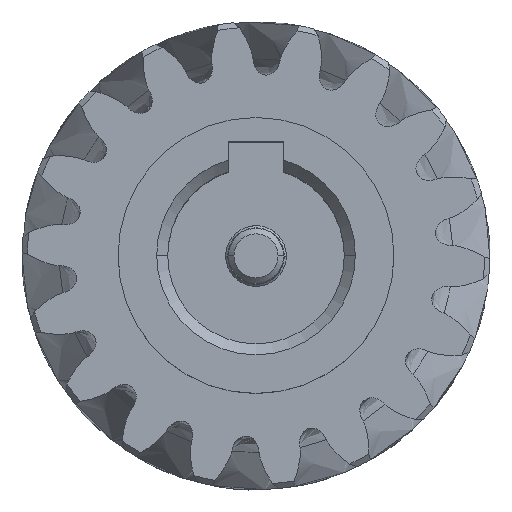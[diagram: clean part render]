
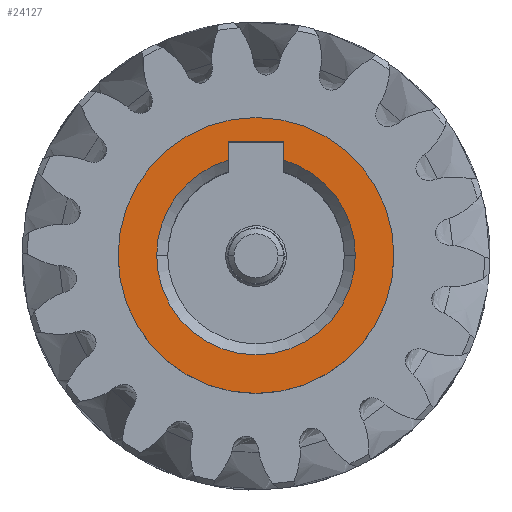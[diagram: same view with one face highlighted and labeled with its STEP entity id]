
A CAD part, top view. The second image highlights one B-rep face of the part: STEP entity #24127.
In plain terms, the highlighted planar face has unit normal (0, 0, 1).
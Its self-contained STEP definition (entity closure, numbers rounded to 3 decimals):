
#1319 = AXIS2_PLACEMENT_3D ( 'NONE', #116929, #34845, #71991 ) ;
#5555 = CARTESIAN_POINT ( 'NONE',  ( -2.5, 10.3, 0. ) ) ;
#6045 = CARTESIAN_POINT ( 'NONE',  ( -2.5, 8.646, 0. ) ) ;
#6242 = ORIENTED_EDGE ( 'NONE', *, *, #21540, .T. ) ;
#7339 = LINE ( 'NONE', #32507, #40138 ) ;
#9779 = VECTOR ( 'NONE', #15335, 1000. ) ;
#14128 = VERTEX_POINT ( 'NONE', #112360 ) ;
#15223 = ORIENTED_EDGE ( 'NONE', *, *, #98909, .T. ) ;
#15335 = DIRECTION ( 'NONE',  ( 0., 1., 0. ) ) ;
#15418 = CARTESIAN_POINT ( 'NONE',  ( 0., 0., 0. ) ) ;
#15772 = AXIS2_PLACEMENT_3D ( 'NONE', #94301, #20620, #30194 ) ;
#16101 = ORIENTED_EDGE ( 'NONE', *, *, #59557, .T. ) ;
#18440 = CIRCLE ( 'NONE', #20388, 9. ) ;
#19518 = DIRECTION ( 'NONE',  ( -1., 0., 0. ) ) ;
#20388 = AXIS2_PLACEMENT_3D ( 'NONE', #21649, #83992, #94737 ) ;
#20620 = DIRECTION ( 'NONE',  ( 0., 0., -1. ) ) ;
#21540 = EDGE_CURVE ( 'NONE', #14128, #25981, #7339, .T. ) ;
#21649 = CARTESIAN_POINT ( 'NONE',  ( 0., 0., 0. ) ) ;
#22789 = DIRECTION ( 'NONE',  ( 1., 0., 0. ) ) ;
#24127 = ADVANCED_FACE ( 'NONE', ( #113866, #68343 ), #51547, .T. ) ;
#24263 = DIRECTION ( 'NONE',  ( 1., 0., 0. ) ) ;
#25981 = VERTEX_POINT ( 'NONE', #67952 ) ;
#26052 = CIRCLE ( 'NONE', #93001, 12.5 ) ;
#30194 = DIRECTION ( 'NONE',  ( 1., 0., 0. ) ) ;
#30637 = AXIS2_PLACEMENT_3D ( 'NONE', #50953, #104890, #22789 ) ;
#32507 = CARTESIAN_POINT ( 'NONE',  ( 2.5, 10.3, 0. ) ) ;
#33833 = EDGE_CURVE ( 'NONE', #56732, #45726, #97424, .T. ) ;
#34432 = CARTESIAN_POINT ( 'NONE',  ( 0., 0., 0. ) ) ;
#34845 = DIRECTION ( 'NONE',  ( 0., 0., 1. ) ) ;
#36095 = CARTESIAN_POINT ( 'NONE',  ( 12.5, 0., 0. ) ) ;
#36556 = CIRCLE ( 'NONE', #88311, 9. ) ;
#38919 = CARTESIAN_POINT ( 'NONE',  ( -2.5, 10.3, 0. ) ) ;
#39646 = EDGE_CURVE ( 'NONE', #25981, #53664, #36556, .T. ) ;
#40138 = VECTOR ( 'NONE', #78060, 1000. ) ;
#40561 = EDGE_LOOP ( 'NONE', ( #6242, #105663, #54294, #111833, #82345, #16101 ) ) ;
#41265 = CARTESIAN_POINT ( 'NONE',  ( -9., 0., 0. ) ) ;
#42203 = VECTOR ( 'NONE', #44480, 1000. ) ;
#44480 = DIRECTION ( 'NONE',  ( 1., 0., 0. ) ) ;
#45726 = VERTEX_POINT ( 'NONE', #38919 ) ;
#50953 = CARTESIAN_POINT ( 'NONE',  ( 0., 9., 0. ) ) ;
#51547 = PLANE ( 'NONE',  #30637 ) ;
#53009 = CIRCLE ( 'NONE', #1319, 12.5 ) ;
#53664 = VERTEX_POINT ( 'NONE', #68756 ) ;
#54009 = CIRCLE ( 'NONE', #15772, 9. ) ;
#54294 = ORIENTED_EDGE ( 'NONE', *, *, #107851, .T. ) ;
#56732 = VERTEX_POINT ( 'NONE', #6045 ) ;
#57081 = ORIENTED_EDGE ( 'NONE', *, *, #89433, .T. ) ;
#58364 = EDGE_LOOP ( 'NONE', ( #15223, #57081 ) ) ;
#59557 = EDGE_CURVE ( 'NONE', #45726, #14128, #90009, .T. ) ;
#61414 = DIRECTION ( 'NONE',  ( 0., 0., -1. ) ) ;
#67952 = CARTESIAN_POINT ( 'NONE',  ( 2.5, 8.646, 0. ) ) ;
#68343 = FACE_BOUND ( 'NONE', #40561, .T. ) ;
#68756 = CARTESIAN_POINT ( 'NONE',  ( 9., 0., 0. ) ) ;
#71062 = CARTESIAN_POINT ( 'NONE',  ( -2.5, 9., 0. ) ) ;
#71991 = DIRECTION ( 'NONE',  ( -1., 0., 0. ) ) ;
#73339 = EDGE_CURVE ( 'NONE', #94789, #56732, #18440, .T. ) ;
#74650 = DIRECTION ( 'NONE',  ( 0., 0., 1. ) ) ;
#78060 = DIRECTION ( 'NONE',  ( 0., -1., 0. ) ) ;
#82345 = ORIENTED_EDGE ( 'NONE', *, *, #33833, .T. ) ;
#83992 = DIRECTION ( 'NONE',  ( 0., 0., -1. ) ) ;
#88311 = AXIS2_PLACEMENT_3D ( 'NONE', #34432, #61414, #24263 ) ;
#89433 = EDGE_CURVE ( 'NONE', #99674, #90243, #53009, .T. ) ;
#90009 = LINE ( 'NONE', #5555, #42203 ) ;
#90243 = VERTEX_POINT ( 'NONE', #110285 ) ;
#93001 = AXIS2_PLACEMENT_3D ( 'NONE', #15418, #74650, #19518 ) ;
#94301 = CARTESIAN_POINT ( 'NONE',  ( 0., 0., 0. ) ) ;
#94737 = DIRECTION ( 'NONE',  ( 1., 0., 0. ) ) ;
#94789 = VERTEX_POINT ( 'NONE', #41265 ) ;
#97424 = LINE ( 'NONE', #71062, #9779 ) ;
#98909 = EDGE_CURVE ( 'NONE', #90243, #99674, #26052, .T. ) ;
#99674 = VERTEX_POINT ( 'NONE', #36095 ) ;
#104890 = DIRECTION ( 'NONE',  ( 0., 0., 1. ) ) ;
#105663 = ORIENTED_EDGE ( 'NONE', *, *, #39646, .T. ) ;
#107851 = EDGE_CURVE ( 'NONE', #53664, #94789, #54009, .T. ) ;
#110285 = CARTESIAN_POINT ( 'NONE',  ( -12.5, 0., 0. ) ) ;
#111833 = ORIENTED_EDGE ( 'NONE', *, *, #73339, .T. ) ;
#112360 = CARTESIAN_POINT ( 'NONE',  ( 2.5, 10.3, 0. ) ) ;
#113866 = FACE_OUTER_BOUND ( 'NONE', #58364, .T. ) ;
#116929 = CARTESIAN_POINT ( 'NONE',  ( 0., 0., 0. ) ) ;
